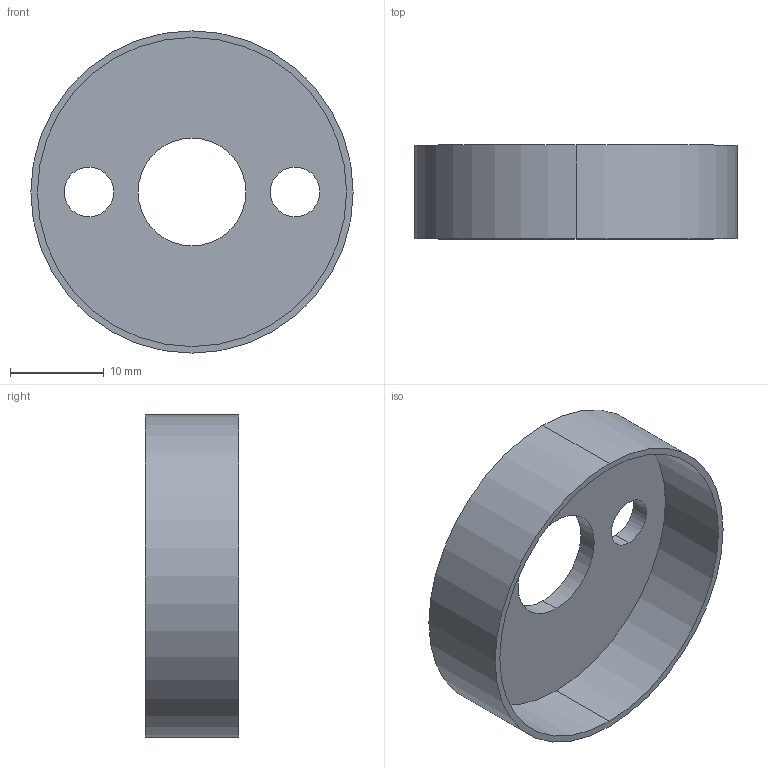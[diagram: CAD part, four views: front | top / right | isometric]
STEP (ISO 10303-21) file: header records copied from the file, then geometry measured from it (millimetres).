
FILE_DESCRIPTION (( 'STEP AP214' ), '1' );
FILE_NAME ('Gregs ring plug.STEP', '2020-12-10T18:37:05', ( '' ), ( '' ), 'SwSTEP 2.0', 'SolidWorks 2019', '' );
FILE_SCHEMA (( 'AUTOMOTIVE_DESIGN' ));
Length unit declared in the file: millimetre
Products named in the file (1): Gregs ring plug
Bounding box: 34.4 x 10 x 34.4 mm (x, y, z)
Volume: 2155.7 mm3; surface area: 3611.8 mm2
Topology: 1 solids, 1 shells, 13 faces, 30 edges, 20 vertices
Faces by surface type: cylinder 10, plane 3
Entity records: 430 total; most frequent: DIRECTION 78, CARTESIAN_POINT 64, ORIENTED_EDGE 60, AXIS2_PLACEMENT_3D 34, EDGE_CURVE 30, CIRCLE 20, EDGE_LOOP 20, VERTEX_POINT 20
